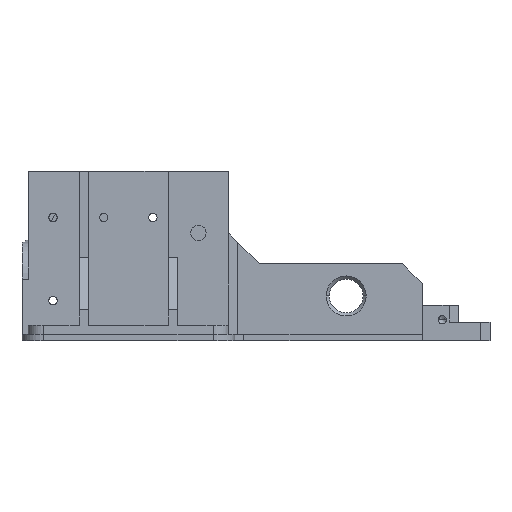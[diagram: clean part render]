
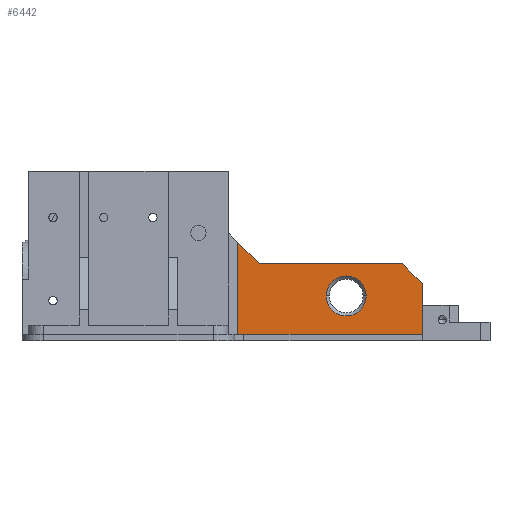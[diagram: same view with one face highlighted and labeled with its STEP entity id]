
A CAD part, left-side view. The second image highlights one B-rep face of the part: STEP entity #6442.
In plain terms, the highlighted face is planar.
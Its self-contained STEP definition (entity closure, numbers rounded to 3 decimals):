
#179 = ORIENTED_EDGE ( 'NONE', *, *, #13193, .T. ) ;
#338 = VERTEX_POINT ( 'NONE', #2791 ) ;
#777 = VERTEX_POINT ( 'NONE', #7697 ) ;
#993 = FACE_BOUND ( 'NONE', #13400, .T. ) ;
#1116 = VECTOR ( 'NONE', #12941, 1000. ) ;
#1186 = EDGE_CURVE ( 'NONE', #777, #13640, #10703, .T. ) ;
#1262 = LINE ( 'NONE', #10044, #8191 ) ;
#1616 = LINE ( 'NONE', #6696, #12634 ) ;
#2242 = DIRECTION ( 'NONE',  ( 0., 0., 1. ) ) ;
#2512 = EDGE_CURVE ( 'NONE', #338, #13185, #1616, .T. ) ;
#2574 = VERTEX_POINT ( 'NONE', #5515 ) ;
#2791 = CARTESIAN_POINT ( 'NONE',  ( -97.043, -2.5, -85. ) ) ;
#3068 = DIRECTION ( 'NONE',  ( -1., 0., 0. ) ) ;
#3187 = DIRECTION ( 'NONE',  ( 0., -1., 0. ) ) ;
#3472 = CARTESIAN_POINT ( 'NONE',  ( -0.127, 0., -85. ) ) ;
#3652 = AXIS2_PLACEMENT_3D ( 'NONE', #13293, #9869, #3068 ) ;
#3983 = LINE ( 'NONE', #4332, #11576 ) ;
#4091 = CIRCLE ( 'NONE', #3652, 6.5 ) ;
#4332 = CARTESIAN_POINT ( 'NONE',  ( -103.543, 27.5, -85. ) ) ;
#4500 = DIRECTION ( 'NONE',  ( 0.707, 0.707, 0. ) ) ;
#4579 = VECTOR ( 'NONE', #7009, 1000. ) ;
#5336 = ORIENTED_EDGE ( 'NONE', *, *, #7757, .F. ) ;
#5418 = CARTESIAN_POINT ( 'NONE',  ( -43.543, -25.5, -85. ) ) ;
#5515 = CARTESIAN_POINT ( 'NONE',  ( -72.293, -13., -85. ) ) ;
#5582 = PLANE ( 'NONE',  #6064 ) ;
#5728 = CARTESIAN_POINT ( 'NONE',  ( -43.543, 4.5, -85. ) ) ;
#5741 = CARTESIAN_POINT ( 'NONE',  ( -62.543, -2.5, -85. ) ) ;
#5958 = LINE ( 'NONE', #5741, #11602 ) ;
#6064 = AXIS2_PLACEMENT_3D ( 'NONE', #3472, #13500, #7847 ) ;
#6442 = ADVANCED_FACE ( 'NONE', ( #993, #10411 ), #5582, .T. ) ;
#6513 = CARTESIAN_POINT ( 'NONE',  ( -85.293, -13., -85. ) ) ;
#6696 = CARTESIAN_POINT ( 'NONE',  ( -47.335, 47.208, -85. ) ) ;
#6723 = CARTESIAN_POINT ( 'NONE',  ( -50.543, -2.5, -85. ) ) ;
#6877 = ORIENTED_EDGE ( 'NONE', *, *, #8499, .F. ) ;
#7009 = DIRECTION ( 'NONE',  ( 0., -1., 0. ) ) ;
#7211 = CARTESIAN_POINT ( 'NONE',  ( -43.543, -25.5, -85. ) ) ;
#7216 = ORIENTED_EDGE ( 'NONE', *, *, #9910, .T. ) ;
#7235 = CIRCLE ( 'NONE', #9228, 6.5 ) ;
#7340 = LINE ( 'NONE', #7211, #4579 ) ;
#7387 = CARTESIAN_POINT ( 'NONE',  ( -50.67, -25.5, -85. ) ) ;
#7697 = CARTESIAN_POINT ( 'NONE',  ( -103.543, -25.5, -85. ) ) ;
#7757 = EDGE_CURVE ( 'NONE', #10401, #338, #5958, .T. ) ;
#7827 = DIRECTION ( 'NONE',  ( -0.707, -0.707, 0. ) ) ;
#7847 = DIRECTION ( 'NONE',  ( 1., 0., 0. ) ) ;
#7910 = DIRECTION ( 'NONE',  ( -1., 0., 0. ) ) ;
#8191 = VECTOR ( 'NONE', #4500, 1000. ) ;
#8499 = EDGE_CURVE ( 'NONE', #13185, #777, #3983, .T. ) ;
#9228 = AXIS2_PLACEMENT_3D ( 'NONE', #10141, #2242, #10195 ) ;
#9335 = EDGE_LOOP ( 'NONE', ( #5336, #7216, #10389, #14457, #6877, #12142 ) ) ;
#9869 = DIRECTION ( 'NONE',  ( 0., 0., 1. ) ) ;
#9910 = EDGE_CURVE ( 'NONE', #10401, #11861, #1262, .T. ) ;
#10044 = CARTESIAN_POINT ( 'NONE',  ( -50.543, -2.5, -85. ) ) ;
#10141 = CARTESIAN_POINT ( 'NONE',  ( -78.793, -13., -85. ) ) ;
#10195 = DIRECTION ( 'NONE',  ( -1., 0., 0. ) ) ;
#10389 = ORIENTED_EDGE ( 'NONE', *, *, #11269, .T. ) ;
#10401 = VERTEX_POINT ( 'NONE', #6723 ) ;
#10411 = FACE_OUTER_BOUND ( 'NONE', #9335, .T. ) ;
#10608 = ORIENTED_EDGE ( 'NONE', *, *, #11097, .T. ) ;
#10703 = LINE ( 'NONE', #7387, #1116 ) ;
#11097 = EDGE_CURVE ( 'NONE', #2574, #11564, #7235, .T. ) ;
#11269 = EDGE_CURVE ( 'NONE', #11861, #13640, #7340, .T. ) ;
#11564 = VERTEX_POINT ( 'NONE', #6513 ) ;
#11576 = VECTOR ( 'NONE', #3187, 1000. ) ;
#11602 = VECTOR ( 'NONE', #7910, 1000. ) ;
#11861 = VERTEX_POINT ( 'NONE', #5728 ) ;
#12142 = ORIENTED_EDGE ( 'NONE', *, *, #2512, .F. ) ;
#12634 = VECTOR ( 'NONE', #7827, 1000. ) ;
#12941 = DIRECTION ( 'NONE',  ( 1., 0., 0. ) ) ;
#13185 = VERTEX_POINT ( 'NONE', #14281 ) ;
#13193 = EDGE_CURVE ( 'NONE', #11564, #2574, #4091, .T. ) ;
#13293 = CARTESIAN_POINT ( 'NONE',  ( -78.793, -13., -85. ) ) ;
#13400 = EDGE_LOOP ( 'NONE', ( #179, #10608 ) ) ;
#13500 = DIRECTION ( 'NONE',  ( 0., 0., -1. ) ) ;
#13640 = VERTEX_POINT ( 'NONE', #5418 ) ;
#14281 = CARTESIAN_POINT ( 'NONE',  ( -103.543, -9., -85. ) ) ;
#14457 = ORIENTED_EDGE ( 'NONE', *, *, #1186, .F. ) ;
